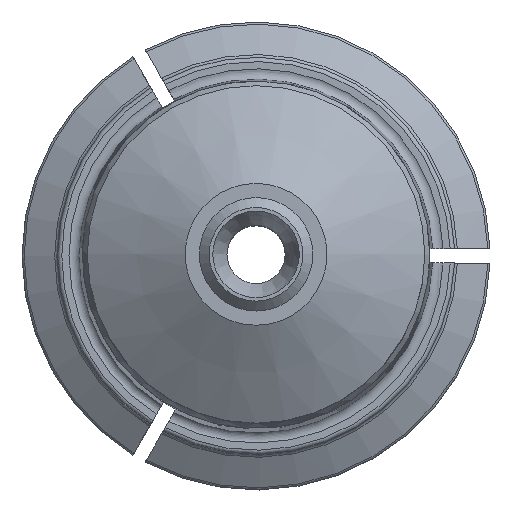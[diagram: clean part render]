
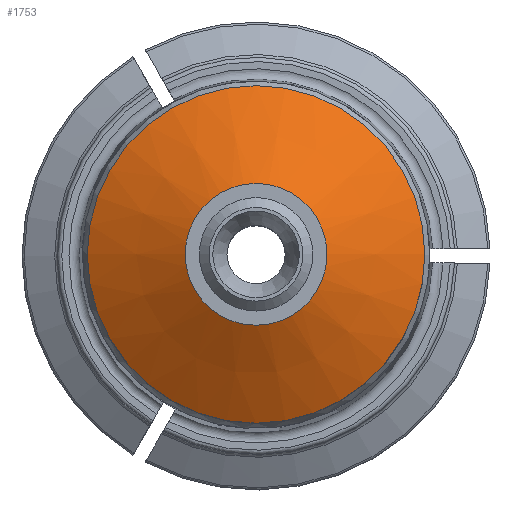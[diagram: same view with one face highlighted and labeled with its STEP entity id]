
A CAD part, top view. The second image highlights one B-rep face of the part: STEP entity #1753.
In plain terms, the highlighted conical face has half-angle 60 degrees and reference radius 11.9 mm.
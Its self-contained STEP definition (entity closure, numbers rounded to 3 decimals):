
#63=CONICAL_SURFACE('',#1915,11.9,1.047);
#157=CIRCLE('',#1914,11.9);
#158=CIRCLE('',#1916,5.);
#601=ORIENTED_EDGE('',*,*,#791,.F.);
#602=ORIENTED_EDGE('',*,*,#790,.T.);
#790=EDGE_CURVE('',#923,#923,#157,.T.);
#791=EDGE_CURVE('',#924,#924,#158,.T.);
#923=VERTEX_POINT('',#2961);
#924=VERTEX_POINT('',#2964);
#1099=EDGE_LOOP('',(#601));
#1100=EDGE_LOOP('',(#602));
#1205=FACE_BOUND('',#1099,.T.);
#1206=FACE_BOUND('',#1100,.T.);
#1753=ADVANCED_FACE('',(#1205,#1206),#63,.T.);
#1914=AXIS2_PLACEMENT_3D('',#2960,#2260,#2261);
#1915=AXIS2_PLACEMENT_3D('',#2962,#2262,#2263);
#1916=AXIS2_PLACEMENT_3D('',#2963,#2264,#2265);
#2260=DIRECTION('',(0.,0.,1.));
#2261=DIRECTION('',(1.,0.,0.));
#2262=DIRECTION('',(0.,0.,-1.));
#2263=DIRECTION('',(-1.,0.,0.));
#2264=DIRECTION('',(0.,0.,1.));
#2265=DIRECTION('',(1.,0.,0.));
#2960=CARTESIAN_POINT('',(0.,0.,65.016));
#2961=CARTESIAN_POINT('',(11.9,0.,65.016));
#2962=CARTESIAN_POINT('',(0.,0.,65.016));
#2963=CARTESIAN_POINT('',(0.,0.,69.));
#2964=CARTESIAN_POINT('',(5.,0.,69.));
